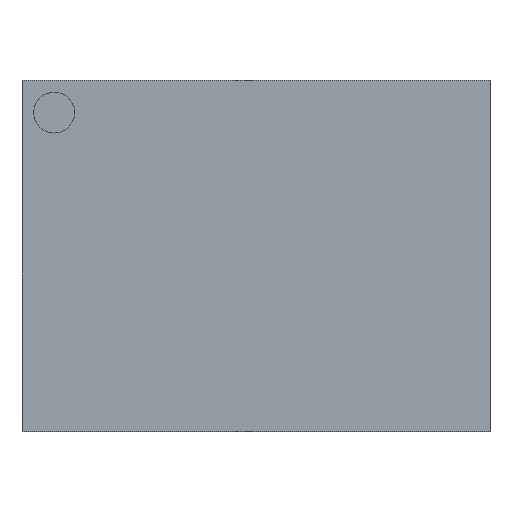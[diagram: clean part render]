
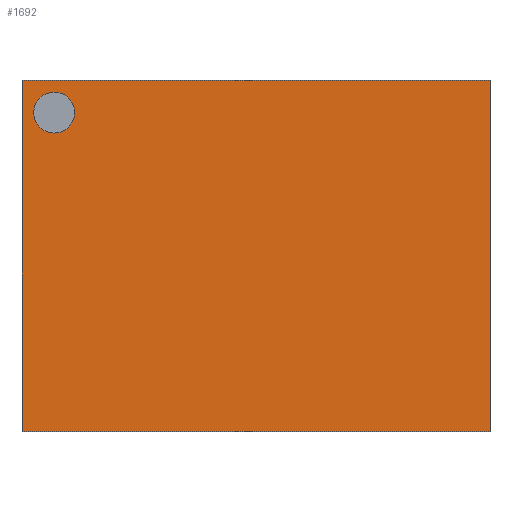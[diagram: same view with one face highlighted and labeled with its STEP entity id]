
A CAD part, top view. The second image highlights one B-rep face of the part: STEP entity #1692.
In plain terms, the highlighted planar face has unit normal (0, 0, 1).
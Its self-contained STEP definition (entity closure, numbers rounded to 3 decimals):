
#17=FACE_BOUND($,#275,.T.);
#47=CIRCLE($,#1791,0.35);
#173=FACE_OUTER_BOUND($,#274,.T.);
#274=EDGE_LOOP($,(#1489,#1490,#1491,#1492));
#275=EDGE_LOOP($,(#1493));
#450=LINE($,#2749,#646);
#457=LINE($,#2761,#653);
#463=LINE($,#2769,#659);
#465=LINE($,#2772,#661);
#646=VECTOR($,#2267,6.);
#653=VECTOR($,#2276,6.);
#659=VECTOR($,#2284,8.);
#661=VECTOR($,#2288,8.);
#747=VERTEX_POINT($,#2554);
#813=VERTEX_POINT($,#2746);
#814=VERTEX_POINT($,#2748);
#817=VERTEX_POINT($,#2758);
#818=VERTEX_POINT($,#2760);
#937=EDGE_CURVE($,#747,#747,#47,.T.);
#1030=EDGE_CURVE($,#814,#813,#450,.T.);
#1037=EDGE_CURVE($,#818,#817,#457,.T.);
#1043=EDGE_CURVE($,#813,#818,#463,.T.);
#1045=EDGE_CURVE($,#817,#814,#465,.T.);
#1489=ORIENTED_EDGE($,*,*,#1045,.T.);
#1490=ORIENTED_EDGE($,*,*,#1030,.T.);
#1491=ORIENTED_EDGE($,*,*,#1043,.T.);
#1492=ORIENTED_EDGE($,*,*,#1037,.T.);
#1493=ORIENTED_EDGE($,*,*,#937,.T.);
#1593=PLANE($,#1846);
#1692=ADVANCED_FACE($,(#173,#17),#1593,.T.);
#1791=AXIS2_PLACEMENT_3D($,#2555,#2089,#2090);
#1846=AXIS2_PLACEMENT_3D($,#2774,#2291,#2292);
#2089=DIRECTION('center_axis',(0.,0.,-1.));
#2090=DIRECTION('ref_axis',(-1.,0.,0.));
#2267=DIRECTION($,(0.,1.,0.));
#2276=DIRECTION($,(0.,-1.,0.));
#2284=DIRECTION($,(-1.,0.,0.));
#2288=DIRECTION($,(1.,0.,0.));
#2291=DIRECTION('center_axis',(0.,0.,1.));
#2292=DIRECTION('ref_axis',(1.,0.,0.));
#2554=CARTESIAN_POINT('',(-3.1,2.45,1.));
#2555=CARTESIAN_POINT('Origin',(-3.45,2.45,1.));
#2746=CARTESIAN_POINT('',(4.,3.,1.));
#2748=CARTESIAN_POINT('',(4.,-3.,1.));
#2749=CARTESIAN_POINT($,(4.,3.,1.));
#2758=CARTESIAN_POINT('',(-4.,-3.,1.));
#2760=CARTESIAN_POINT('',(-4.,3.,1.));
#2761=CARTESIAN_POINT($,(-4.,-3.,1.));
#2769=CARTESIAN_POINT($,(-4.,3.,1.));
#2772=CARTESIAN_POINT($,(4.,-3.,1.));
#2774=CARTESIAN_POINT('Origin',(0.,0.,1.));
